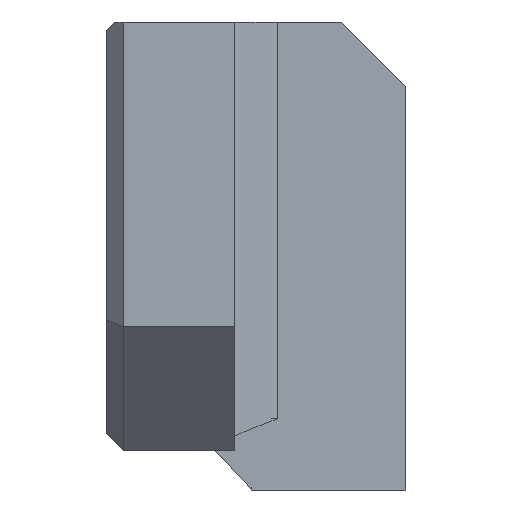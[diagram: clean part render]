
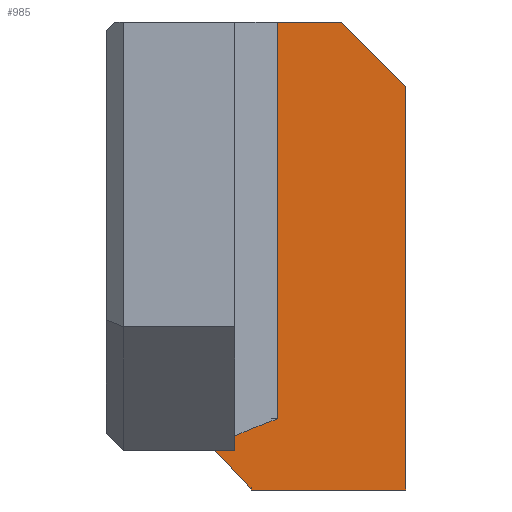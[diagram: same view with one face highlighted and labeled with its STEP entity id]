
A CAD part, left-side view. The second image highlights one B-rep face of the part: STEP entity #985.
In plain terms, the highlighted planar face has unit normal (-1, 0, 0).
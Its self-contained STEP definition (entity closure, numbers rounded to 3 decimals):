
#38=(
BOUNDED_CURVE()
B_SPLINE_CURVE(2,(#1509,#1510,#1511),.UNSPECIFIED.,.F.,.F.)
B_SPLINE_CURVE_WITH_KNOTS((3,3),(0.625,0.743),
 .UNSPECIFIED.)
CURVE()
GEOMETRIC_REPRESENTATION_ITEM()
RATIONAL_B_SPLINE_CURVE((1.028,1.026,1.023))
REPRESENTATION_ITEM('')
);
#81=FACE_OUTER_BOUND('',#138,.T.);
#138=EDGE_LOOP('',(#740,#741,#742,#743,#744,#745,#746,#747,#748));
#227=LINE('',#1489,#341);
#229=LINE('',#1493,#343);
#231=LINE('',#1499,#345);
#232=LINE('',#1501,#346);
#233=LINE('',#1503,#347);
#234=LINE('',#1505,#348);
#235=LINE('',#1507,#349);
#236=LINE('',#1512,#350);
#341=VECTOR('',#1207,10.);
#343=VECTOR('',#1211,10.);
#345=VECTOR('',#1217,10.);
#346=VECTOR('',#1218,10.);
#347=VECTOR('',#1219,10.);
#348=VECTOR('',#1220,10.);
#349=VECTOR('',#1221,10.);
#350=VECTOR('',#1222,10.);
#439=VERTEX_POINT('',#1486);
#440=VERTEX_POINT('',#1488);
#441=VERTEX_POINT('',#1492);
#443=VERTEX_POINT('',#1498);
#444=VERTEX_POINT('',#1500);
#445=VERTEX_POINT('',#1502);
#446=VERTEX_POINT('',#1504);
#447=VERTEX_POINT('',#1506);
#448=VERTEX_POINT('',#1508);
#545=EDGE_CURVE('',#439,#440,#227,.T.);
#547=EDGE_CURVE('',#441,#440,#229,.T.);
#550=EDGE_CURVE('',#443,#439,#231,.T.);
#551=EDGE_CURVE('',#444,#443,#232,.T.);
#552=EDGE_CURVE('',#444,#445,#233,.T.);
#553=EDGE_CURVE('',#446,#445,#234,.T.);
#554=EDGE_CURVE('',#446,#447,#235,.T.);
#555=EDGE_CURVE('',#448,#447,#38,.T.);
#556=EDGE_CURVE('',#448,#441,#236,.T.);
#740=ORIENTED_EDGE('',*,*,#545,.F.);
#741=ORIENTED_EDGE('',*,*,#550,.F.);
#742=ORIENTED_EDGE('',*,*,#551,.F.);
#743=ORIENTED_EDGE('',*,*,#552,.T.);
#744=ORIENTED_EDGE('',*,*,#553,.F.);
#745=ORIENTED_EDGE('',*,*,#554,.T.);
#746=ORIENTED_EDGE('',*,*,#555,.F.);
#747=ORIENTED_EDGE('',*,*,#556,.T.);
#748=ORIENTED_EDGE('',*,*,#547,.T.);
#940=PLANE('',#1060);
#985=ADVANCED_FACE('',(#81),#940,.T.);
#1060=AXIS2_PLACEMENT_3D('',#1497,#1215,#1216);
#1207=DIRECTION('',(0.,-0.707,-0.707));
#1211=DIRECTION('',(0.,0.,1.));
#1215=DIRECTION('center_axis',(-1.,0.,0.));
#1216=DIRECTION('ref_axis',(0.,0.,-1.));
#1217=DIRECTION('',(0.,-1.,0.));
#1218=DIRECTION('',(0.,0.,1.));
#1219=DIRECTION('',(0.,1.,0.));
#1220=DIRECTION('',(0.,0.,1.));
#1221=DIRECTION('',(0.,-1.,0.));
#1222=DIRECTION('',(0.,-1.,0.));
#1486=CARTESIAN_POINT('',(-3.2,1.5,50.5));
#1488=CARTESIAN_POINT('',(-3.2,0.,49.));
#1489=CARTESIAN_POINT('',(-3.2,2.5,51.5));
#1492=CARTESIAN_POINT('',(-3.2,0.,39.575));
#1493=CARTESIAN_POINT('',(-3.2,0.,47.769));
#1497=CARTESIAN_POINT('Origin',(-3.2,7.,50.5));
#1498=CARTESIAN_POINT('',(-3.2,3.,50.5));
#1499=CARTESIAN_POINT('',(-3.2,7.,50.5));
#1500=CARTESIAN_POINT('',(-3.2,3.,41.232));
#1501=CARTESIAN_POINT('',(-3.2,3.,48.));
#1502=CARTESIAN_POINT('',(-3.2,6.599,41.232));
#1503=CARTESIAN_POINT('',(-3.2,7.,41.232));
#1504=CARTESIAN_POINT('',(-3.2,6.599,40.541));
#1505=CARTESIAN_POINT('',(-3.2,6.599,48.));
#1506=CARTESIAN_POINT('',(-3.2,4.5,40.541));
#1507=CARTESIAN_POINT('',(-3.2,7.,40.541));
#1508=CARTESIAN_POINT('',(-3.2,3.6,39.575));
#1509=CARTESIAN_POINT('Ctrl Pts',(-3.2,3.6,39.575));
#1510=CARTESIAN_POINT('Ctrl Pts',(-3.2,4.03,40.039));
#1511=CARTESIAN_POINT('Ctrl Pts',(-3.2,4.5,40.541));
#1512=CARTESIAN_POINT('',(-3.2,7.,39.575));
